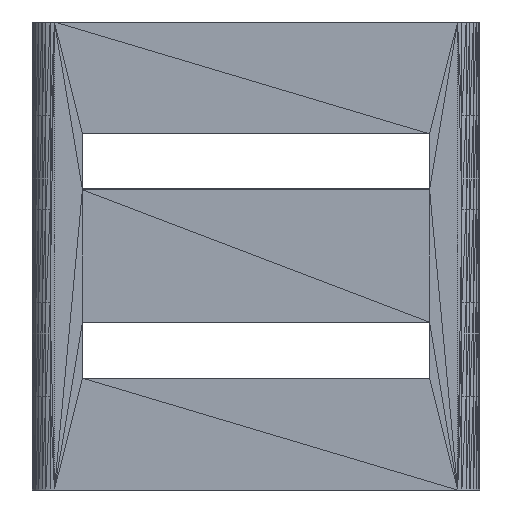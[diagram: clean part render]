
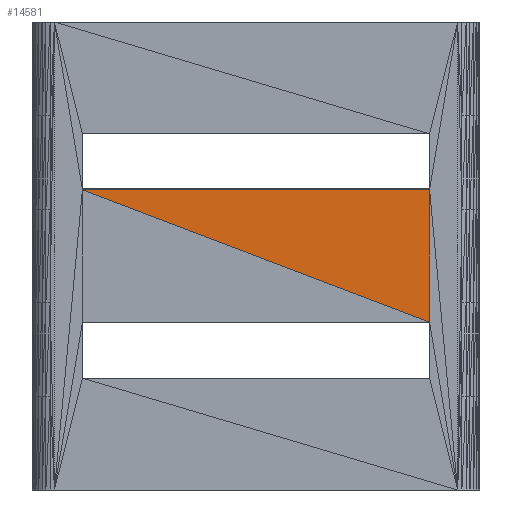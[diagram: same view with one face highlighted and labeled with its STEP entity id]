
A CAD part, front view. The second image highlights one B-rep face of the part: STEP entity #14581.
In plain terms, the highlighted planar face has unit normal (0, -1, 0).
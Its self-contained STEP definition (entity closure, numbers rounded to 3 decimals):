
#2549 = VERTEX_POINT('',#2550);
#2550 = CARTESIAN_POINT('',(19.685,-25.4,
    -7.506));
#14520 = PLANE('',#14521);
#14521 = AXIS2_PLACEMENT_3D('',#14522,#14523,#14524);
#14522 = CARTESIAN_POINT('',(20.925,-25.4,
    -9.547));
#14523 = DIRECTION('',(-0.,-1.,-0.));
#14524 = DIRECTION('',(0.,0.,-1.));
#14534 = EDGE_CURVE('',#14535,#2549,#14537,.T.);
#14535 = VERTEX_POINT('',#14536);
#14536 = CARTESIAN_POINT('',(19.685,-25.4,
    7.506));
#14537 = SURFACE_CURVE('',#14538,(#14542,#14549),.PCURVE_S1.);
#14538 = LINE('',#14539,#14540);
#14539 = CARTESIAN_POINT('',(19.685,-25.4,
    7.506));
#14540 = VECTOR('',#14541,1.);
#14541 = DIRECTION('',(0.,0.,-1.));
#14542 = PCURVE('',#14520,#14543);
#14543 = DEFINITIONAL_REPRESENTATION('',(#14544),#14548);
#14544 = LINE('',#14545,#14546);
#14545 = CARTESIAN_POINT('',(-17.053,-1.24));
#14546 = VECTOR('',#14547,1.);
#14547 = DIRECTION('',(1.,0.));
#14548 = ( GEOMETRIC_REPRESENTATION_CONTEXT(2) 
PARAMETRIC_REPRESENTATION_CONTEXT() REPRESENTATION_CONTEXT('2D SPACE',''
  ) );
#14549 = PCURVE('',#14550,#14555);
#14550 = PLANE('',#14551);
#14551 = AXIS2_PLACEMENT_3D('',#14552,#14553,#14554);
#14552 = CARTESIAN_POINT('',(3.062,-25.4,
    3.062));
#14553 = DIRECTION('',(-0.,-1.,-0.));
#14554 = DIRECTION('',(0.,0.,-1.));
#14555 = DEFINITIONAL_REPRESENTATION('',(#14556),#14559);
#14556 = B_SPLINE_CURVE_WITH_KNOTS('',1,(#14557,#14558),.UNSPECIFIED.,
  .F.,.F.,(2,2),(0.,15.011),.PIECEWISE_BEZIER_KNOTS.);
#14557 = CARTESIAN_POINT('',(-4.444,16.623));
#14558 = CARTESIAN_POINT('',(10.567,16.623));
#14559 = ( GEOMETRIC_REPRESENTATION_CONTEXT(2) 
PARAMETRIC_REPRESENTATION_CONTEXT() REPRESENTATION_CONTEXT('2D SPACE',''
  ) );
#14581 = ADVANCED_FACE('',(#14582),#14550,.T.);
#14582 = FACE_BOUND('',#14583,.T.);
#14583 = EDGE_LOOP('',(#14584,#14611,#14612));
#14584 = ORIENTED_EDGE('',*,*,#14585,.T.);
#14585 = EDGE_CURVE('',#14586,#2549,#14588,.T.);
#14586 = VERTEX_POINT('',#14587);
#14587 = CARTESIAN_POINT('',(-19.685,-25.4,
    7.506));
#14588 = SURFACE_CURVE('',#14589,(#14593,#14600),.PCURVE_S1.);
#14589 = LINE('',#14590,#14591);
#14590 = CARTESIAN_POINT('',(-19.685,-25.4,
    7.506));
#14591 = VECTOR('',#14592,1.);
#14592 = DIRECTION('',(0.934,0.,-0.356));
#14593 = PCURVE('',#14550,#14594);
#14594 = DEFINITIONAL_REPRESENTATION('',(#14595),#14599);
#14595 = LINE('',#14596,#14597);
#14596 = CARTESIAN_POINT('',(-4.444,-22.747));
#14597 = VECTOR('',#14598,1.);
#14598 = DIRECTION('',(0.356,0.934));
#14599 = ( GEOMETRIC_REPRESENTATION_CONTEXT(2) 
PARAMETRIC_REPRESENTATION_CONTEXT() REPRESENTATION_CONTEXT('2D SPACE',''
  ) );
#14600 = PCURVE('',#14601,#14606);
#14601 = PLANE('',#14602);
#14602 = AXIS2_PLACEMENT_3D('',#14603,#14604,#14605);
#14603 = CARTESIAN_POINT('',(-3.062,-25.4,
    -3.062));
#14604 = DIRECTION('',(-0.,-1.,-0.));
#14605 = DIRECTION('',(0.,0.,-1.));
#14606 = DEFINITIONAL_REPRESENTATION('',(#14607),#14610);
#14607 = B_SPLINE_CURVE_WITH_KNOTS('',1,(#14608,#14609),.UNSPECIFIED.,
  .F.,.F.,(2,2),(0.,42.135),.PIECEWISE_BEZIER_KNOTS.);
#14608 = CARTESIAN_POINT('',(-10.567,-16.623));
#14609 = CARTESIAN_POINT('',(4.444,22.747));
#14610 = ( GEOMETRIC_REPRESENTATION_CONTEXT(2) 
PARAMETRIC_REPRESENTATION_CONTEXT() REPRESENTATION_CONTEXT('2D SPACE',''
  ) );
#14611 = ORIENTED_EDGE('',*,*,#14534,.F.);
#14612 = ORIENTED_EDGE('',*,*,#14613,.T.);
#14613 = EDGE_CURVE('',#14535,#14586,#14614,.T.);
#14614 = SURFACE_CURVE('',#14615,(#14619,#14626),.PCURVE_S1.);
#14615 = LINE('',#14616,#14617);
#14616 = CARTESIAN_POINT('',(19.685,-25.4,
    7.506));
#14617 = VECTOR('',#14618,1.);
#14618 = DIRECTION('',(-1.,0.,0.));
#14619 = PCURVE('',#14550,#14620);
#14620 = DEFINITIONAL_REPRESENTATION('',(#14621),#14625);
#14621 = LINE('',#14622,#14623);
#14622 = CARTESIAN_POINT('',(-4.444,16.623));
#14623 = VECTOR('',#14624,1.);
#14624 = DIRECTION('',(0.,-1.));
#14625 = ( GEOMETRIC_REPRESENTATION_CONTEXT(2) 
PARAMETRIC_REPRESENTATION_CONTEXT() REPRESENTATION_CONTEXT('2D SPACE',''
  ) );
#14626 = PCURVE('',#14627,#14632);
#14627 = PLANE('',#14628);
#14628 = AXIS2_PLACEMENT_3D('',#14629,#14630,#14631);
#14629 = CARTESIAN_POINT('',(-6.189,-8.729,
    7.506));
#14630 = DIRECTION('',(0.,0.,1.));
#14631 = DIRECTION('',(1.,0.,0.));
#14632 = DEFINITIONAL_REPRESENTATION('',(#14633),#14636);
#14633 = B_SPLINE_CURVE_WITH_KNOTS('',1,(#14634,#14635),.UNSPECIFIED.,
  .F.,.F.,(2,2),(0.,39.37),.PIECEWISE_BEZIER_KNOTS.);
#14634 = CARTESIAN_POINT('',(25.874,-16.671));
#14635 = CARTESIAN_POINT('',(-13.496,-16.671));
#14636 = ( GEOMETRIC_REPRESENTATION_CONTEXT(2) 
PARAMETRIC_REPRESENTATION_CONTEXT() REPRESENTATION_CONTEXT('2D SPACE',''
  ) );
